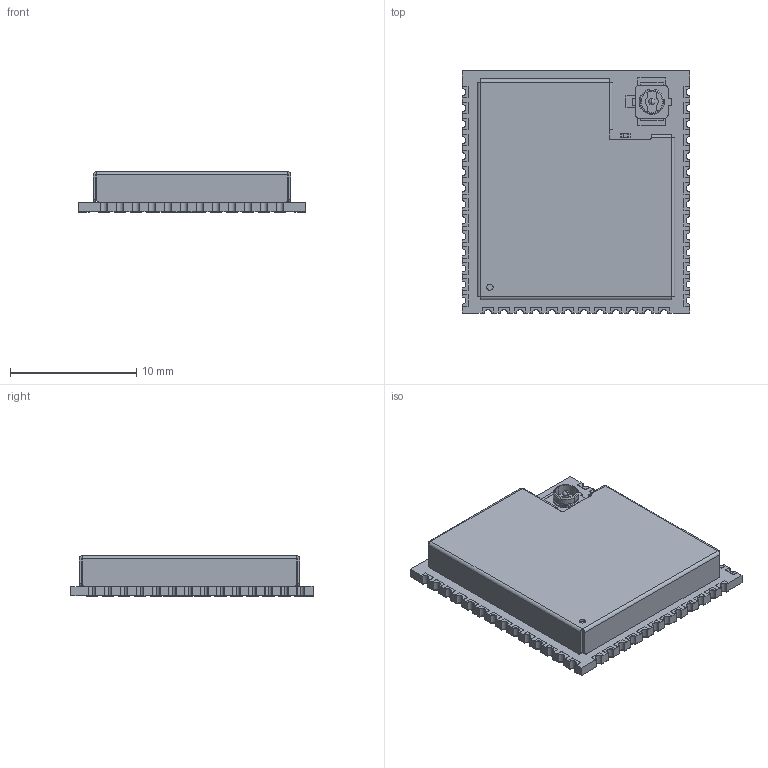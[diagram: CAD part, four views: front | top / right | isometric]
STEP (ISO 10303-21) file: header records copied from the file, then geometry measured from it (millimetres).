
FILE_DESCRIPTION (( 'STEP AP214' ), '1' );
FILE_NAME ('ESP32-S3-WROOM-1U_20211021.STEP', '2021-10-21T07:26:07', ( '' ), ( '' ), 'SwSTEP 2.0', 'SolidWorks', '' );
FILE_SCHEMA (( 'AUTOMOTIVE_DESIGN' ));
Length unit declared in the file: millimetre
Products named in the file (212): uid__1-380^DesignRootModel_ESP32-S3-WROOM-1U(2)_ESP32-S3-WROOM-1U; C0201_20210301.STEP^Submodel-C0201_part_DesignRootModel_ESP32-S3-WROOM-1U(2)_ESP32-S3-WROOM-1U; uid__1-496^DesignRootModel_ESP32-S3-WROOM-1U(2)_ESP32-S3-WROOM-1U; Submodel-R0201_part^DesignRootModel_ESP32-S3-WROOM-1U(2)_ESP32-S3-WROOM-1U; uid__1-445^DesignRootModel_ESP32-S3-WROOM-1U(2)_ESP32-S3-WROOM-1U; uid__1-511^DesignRootModel_ESP32-S3-WROOM-1U(2)_ESP32-S3-WROOM-1U; uid__1-481^DesignRootModel_ESP32-S3-WROOM-1U(2)_ESP32-S3-WROOM-1U; uid__1-449^DesignRootModel_ESP32-S3-WROOM-1U(2)_ESP32-S3-WROOM-1U; uid__1-266^DesignRootModel_ESP32-S3-WROOM-1U(2)_ESP32-S3-WROOM-1U; uid__1-382^DesignRootModel_ESP32-S3-WROOM-1U(2)_ESP32-S3-WROOM-1U; uid__1-340^DesignRootModel_ESP32-S3-WROOM-1U(2)_ESP32-S3-WROOM-1U; R0201_20210301.STEP^R0201_20210301.STEP_Submodel-R0201_part_DesignRootModel_ESP32-S3-WROOM-1U(2)_ESP32-S3-WROOM-1U; uid__4-111^DesignRootModel_ESP32-S3-WROOM-1U(2)_ESP32-S3-WROOM-1U; uid__1-431^DesignRootModel_ESP32-S3-WROOM-1U(2)_ESP32-S3-WROOM-1U; ESP32-S3-WROOM-1U(2)^ESP32-S3-WROOM-1U; Submodel-C0201_part^DesignRootModel_ESP32-S3-WROOM-1U(2)_ESP32-S3-WROOM-1U; uid__1-408^DesignRootModel_ESP32-S3-WROOM-1U(2)_ESP32-S3-WROOM-1U; uid__1-495^DesignRootModel_ESP32-S3-WROOM-1U(2)_ESP32-S3-WROOM-1U; R0201_20210301.STEP^Submodel-R0201_part_DesignRootModel_ESP32-S3-WROOM-1U(2)_ESP32-S3-WROOM-1U; uid__1-307^DesignRootModel_ESP32-S3-WROOM-1U(2)_ESP32-S3-WROOM-1U; uid__4-149^DesignRootModel_ESP32-S3-WROOM-1U(2)_ESP32-S3-WROOM-1U; uid__1-410^DesignRootModel_ESP32-S3-WROOM-1U(2)_ESP32-S3-WROOM-1U; uid__1-502^DesignRootModel_ESP32-S3-WROOM-1U(2)_ESP32-S3-WROOM-1U; Submodel-C0402_part^DesignRootModel_ESP32-S3-WROOM-1U(2)_ESP32-S3-WROOM-1U; uid__1-337^DesignRootModel_ESP32-S3-WROOM-1U(2)_ESP32-S3-WROOM-1U; uid__1-473^DesignRootModel_ESP32-S3-WROOM-1U(2)_ESP32-S3-WROOM-1U; DFN1006.STEP^DFN1006.STEP_Submodel-SOD882_part_DesignRootModel_ESP32-S3-WROOM-1U(2)_ESP32-S3-WROOM-1U; uid__1-466^DesignRootModel_ESP32-S3-WROOM-1U(2)_ESP32-S3-WROOM-1U; uid__1-313^DesignRootModel_ESP32-S3-WROOM-1U(2)_ESP32-S3-WROOM-1U; uid__1-269^DesignRootModel_ESP32-S3-WROOM-1U(2)_ESP32-S3-WROOM-1U; L0201_20210301.STEP^Submodel-L0201_part_DesignRootModel_ESP32-S3-WROOM-1U(2)_ESP32-S3-WROOM-1U; uid__1-271^DesignRootModel_ESP32-S3-WROOM-1U(2)_ESP32-S3-WROOM-1U; uid__1-417^DesignRootModel_ESP32-S3-WROOM-1U(2)_ESP32-S3-WROOM-1U; C0402_20210301.STEP^C0402_20210301.STEP_Submodel-C0402_part_DesignRootModel_ESP32-S3-WROOM-1U(2)_ESP32-S3-WROOM-1U; uid__1-399^DesignRootModel_ESP32-S3-WROOM-1U(2)_ESP32-S3-WROOM-1U; uid__1-302^DesignRootModel_ESP32-S3-WROOM-1U(2)_ESP32-S3-WROOM-1U; uid__1-421^DesignRootModel_ESP32-S3-WROOM-1U(2)_ESP32-S3-WROOM-1U; uid__1-530^DesignRootModel_ESP32-S3-WROOM-1U(2)_ESP32-S3-WROOM-1U; uid__1-292^DesignRootModel_ESP32-S3-WROOM-1U(2)_ESP32-S3-WROOM-1U; uid__4-130^DesignRootModel_ESP32-S3-WROOM-1U(2)_ESP32-S3-WROOM-1U ...
Assembly tree (270 placements, depth 6):
  ESP32-S3-WROOM-1U_20211021
    ESP32-S3-WROOM-1U(2)^ESP32-S3-WROOM-1U
      DesignRootModel^ESP32-S3-WROOM-1U(2)_ESP32-S3-WROOM-1U
        Submodel-R0201_part^DesignRootModel_ESP32-S3-WROOM-1U(2)_ESP32-S3-WROOM-1U
          R0201_20210301.STEP^Submodel-R0201_part_DesignRootModel_ESP32-S3-WROOM-1U(2)_ESP32-S3-WROOM-1U
            R0201_20210301.STEP^R0201_20210301.STEP_Submodel-R0201_part_DesignRootModel_ESP32-S3-WROOM-1U(2)_ESP32-S3-WROOM-1U
        Submodel-R0201_part^DesignRootModel_ESP32-S3-WROOM-1U(2)_ESP32-S3-WROOM-1U
          R0201_20210301.STEP^Submodel-R0201_part_DesignRootModel_ESP32-S3-WROOM-1U(2)_ESP32-S3-WROOM-1U
            R0201_20210301.STEP^R0201_20210301.STEP_Submodel-R0201_part_DesignRootModel_ESP32-S3-WROOM-1U(2)_ESP32-S3-WROOM-1U
        Submodel-R0201_part^DesignRootModel_ESP32-S3-WROOM-1U(2)_ESP32-S3-WROOM-1U
          R0201_20210301.STEP^Submodel-R0201_part_DesignRootModel_ESP32-S3-WROOM-1U(2)_ESP32-S3-WROOM-1U
            R0201_20210301.STEP^R0201_20210301.STEP_Submodel-R0201_part_DesignRootModel_ESP32-S3-WROOM-1U(2)_ESP32-S3-WROOM-1U
        Submodel-R0201_part^DesignRootModel_ESP32-S3-WROOM-1U(2)_ESP32-S3-WROOM-1U
          R0201_20210301.STEP^Submodel-R0201_part_DesignRootModel_ESP32-S3-WROOM-1U(2)_ESP32-S3-WROOM-1U
            R0201_20210301.STEP^R0201_20210301.STEP_Submodel-R0201_part_DesignRootModel_ESP32-S3-WROOM-1U(2)_ESP32-S3-WROOM-1U
        Submodel-R0201_part^DesignRootModel_ESP32-S3-WROOM-1U(2)_ESP32-S3-WROOM-1U
          R0201_20210301.STEP^Submodel-R0201_part_DesignRootModel_ESP32-S3-WROOM-1U(2)_ESP32-S3-WROOM-1U
            R0201_20210301.STEP^R0201_20210301.STEP_Submodel-R0201_part_DesignRootModel_ESP32-S3-WROOM-1U(2)_ESP32-S3-WROOM-1U
        Submodel-R0201_part^DesignRootModel_ESP32-S3-WROOM-1U(2)_ESP32-S3-WROOM-1U
          R0201_20210301.STEP^Submodel-R0201_part_DesignRootModel_ESP32-S3-WROOM-1U(2)_ESP32-S3-WROOM-1U
            R0201_20210301.STEP^R0201_20210301.STEP_Submodel-R0201_part_DesignRootModel_ESP32-S3-WROOM-1U(2)_ESP32-S3-WROOM-1U
        Submodel-R0201_part^DesignRootModel_ESP32-S3-WROOM-1U(2)_ESP32-S3-WROOM-1U
          R0201_20210301.STEP^Submodel-R0201_part_DesignRootModel_ESP32-S3-WROOM-1U(2)_ESP32-S3-WROOM-1U
            R0201_20210301.STEP^R0201_20210301.STEP_Submodel-R0201_part_DesignRootModel_ESP32-S3-WROOM-1U(2)_ESP32-S3-WROOM-1U
        Submodel-R0201_part^DesignRootModel_ESP32-S3-WROOM-1U(2)_ESP32-S3-WROOM-1U
          R0201_20210301.STEP^Submodel-R0201_part_DesignRootModel_ESP32-S3-WROOM-1U(2)_ESP32-S3-WROOM-1U
            R0201_20210301.STEP^R0201_20210301.STEP_Submodel-R0201_part_DesignRootModel_ESP32-S3-WROOM-1U(2)_ESP32-S3-WROOM-1U
        Submodel-L0201_part^DesignRootModel_ESP32-S3-WROOM-1U(2)_ESP32-S3-WROOM-1U
          L0201_20210301.STEP^Submodel-L0201_part_DesignRootModel_ESP32-S3-WROOM-1U(2)_ESP32-S3-WROOM-1U
            L0201_20210301.STEP^L0201_20210301.STEP_Submodel-L0201_part_DesignRootModel_ESP32-S3-WROOM-1U(2)_ESP32-S3-WROOM-1U
        Submodel-L0201_part^DesignRootModel_ESP32-S3-WROOM-1U(2)_ESP32-S3-WROOM-1U
          L0201_20210301.STEP^Submodel-L0201_part_DesignRootModel_ESP32-S3-WROOM-1U(2)_ESP32-S3-WROOM-1U
            L0201_20210301.STEP^L0201_20210301.STEP_Submodel-L0201_part_DesignRootModel_ESP32-S3-WROOM-1U(2)_ESP32-S3-WROOM-1U
        Submodel-C0201_part^DesignRootModel_ESP32-S3-WROOM-1U(2)_ESP32-S3-WROOM-1U
          C0201_20210301.STEP^Submodel-C0201_part_DesignRootModel_ESP32-S3-WROOM-1U(2)_ESP32-S3-WROOM-1U
            C0201_20210301.STEP^C0201_20210301.STEP_Submodel-C0201_part_DesignRootModel_ESP32-S3-WROOM-1U(2)_ESP32-S3-WROOM-1U
        Submodel-C0201_part^DesignRootModel_ESP32-S3-WROOM-1U(2)_ESP32-S3-WROOM-1U
          C0201_20210301.STEP^Submodel-C0201_part_DesignRootModel_ESP32-S3-WROOM-1U(2)_ESP32-S3-WROOM-1U
            C0201_20210301.STEP^C0201_20210301.STEP_Submodel-C0201_part_DesignRootModel_ESP32-S3-WROOM-1U(2)_ESP32-S3-WROOM-1U
        Submodel-C0201_part^DesignRootModel_ESP32-S3-WROOM-1U(2)_ESP32-S3-WROOM-1U
          C0201_20210301.STEP^Submodel-C0201_part_DesignRootModel_ESP32-S3-WROOM-1U(2)_ESP32-S3-WROOM-1U
            C0201_20210301.STEP^C0201_20210301.STEP_Submodel-C0201_part_DesignRootModel_ESP32-S3-WROOM-1U(2)_ESP32-S3-WROOM-1U
        Submodel-C0201_part^DesignRootModel_ESP32-S3-WROOM-1U(2)_ESP32-S3-WROOM-1U
          C0201_20210301.STEP^Submodel-C0201_part_DesignRootModel_ESP32-S3-WROOM-1U(2)_ESP32-S3-WROOM-1U
            C0201_20210301.STEP^C0201_20210301.STEP_Submodel-C0201_part_DesignRootModel_ESP32-S3-WROOM-1U(2)_ESP32-S3-WROOM-1U
        Submodel-C0201_part^DesignRootModel_ESP32-S3-WROOM-1U(2)_ESP32-S3-WROOM-1U
          C0201_20210301.STEP^Submodel-C0201_part_DesignRootModel_ESP32-S3-WROOM-1U(2)_ESP32-S3-WROOM-1U
            C0201_20210301.STEP^C0201_20210301.STEP_Submodel-C0201_part_DesignRootModel_ESP32-S3-WROOM-1U(2)_ESP32-S3-WROOM-1U
        Submodel-C0201_part^DesignRootModel_ESP32-S3-WROOM-1U(2)_ESP32-S3-WROOM-1U
          C0201_20210301.STEP^Submodel-C0201_part_DesignRootModel_ESP32-S3-WROOM-1U(2)_ESP32-S3-WROOM-1U
            C0201_20210301.STEP^C0201_20210301.STEP_Submodel-C0201_part_DesignRootModel_ESP32-S3-WROOM-1U(2)_ESP32-S3-WROOM-1U
        Submodel-C0201_part^DesignRootModel_ESP32-S3-WROOM-1U(2)_ESP32-S3-WROOM-1U
          C0201_20210301.STEP^Submodel-C0201_part_DesignRootModel_ESP32-S3-WROOM-1U(2)_ESP32-S3-WROOM-1U
            C0201_20210301.STEP^C0201_20210301.STEP_Submodel-C0201_part_DesignRootModel_ESP32-S3-WROOM-1U(2)_ESP32-S3-WROOM-1U
        Submodel-C0201_part^DesignRootModel_ESP32-S3-WROOM-1U(2)_ESP32-S3-WROOM-1U
          C0201_20210301.STEP^Submodel-C0201_part_DesignRootModel_ESP32-S3-WROOM-1U(2)_ESP32-S3-WROOM-1U
            C0201_20210301.STEP^C0201_20210301.STEP_Submodel-C0201_part_DesignRootModel_ESP32-S3-WROOM-1U(2)_ESP32-S3-WROOM-1U
        Submodel-C0201_part^DesignRootModel_ESP32-S3-WROOM-1U(2)_ESP32-S3-WROOM-1U
          C0201_20210301.STEP^Submodel-C0201_part_DesignRootModel_ESP32-S3-WROOM-1U(2)_ESP32-S3-WROOM-1U
            C0201_20210301.STEP^C0201_20210301.STEP_Submodel-C0201_part_DesignRootModel_ESP32-S3-WROOM-1U(2)_ESP32-S3-WROOM-1U
Bounding box: 18 x 19.2 x 3.2 mm (x, y, z)
Volume: 408.9 mm3; surface area: 2104.1 mm2
Topology: 231 solids, 232 shells, 3482 faces, 8538 edges, 5450 vertices
Faces by surface type: plane 2554, cylinder 732, sphere 130, bspline 56, cone 6, torus 4
Entity records: 74747 total; most frequent: CARTESIAN_POINT 15183, DIRECTION 10647, ORIENTED_EDGE 10334, EDGE_CURVE 5167, VECTOR 4253, LINE 4253, VERTEX_POINT 3393, AXIS2_PLACEMENT_3D 3197
